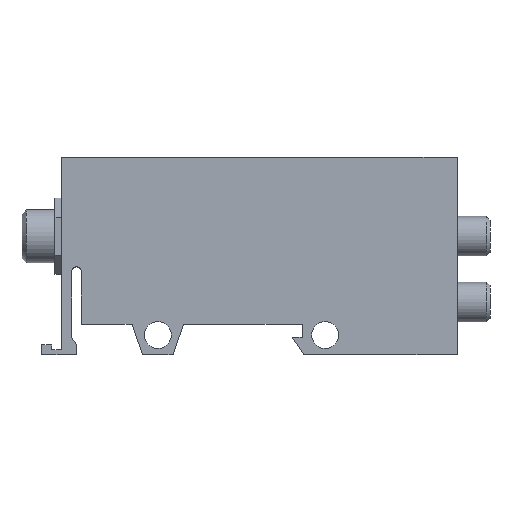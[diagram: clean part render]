
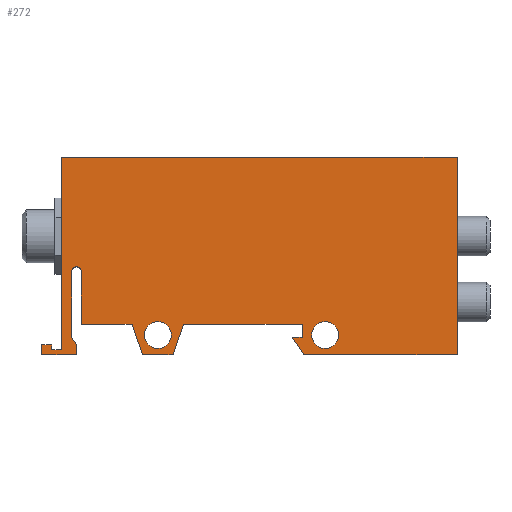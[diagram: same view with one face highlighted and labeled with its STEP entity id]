
A CAD part, top view. The second image highlights one B-rep face of the part: STEP entity #272.
In plain terms, the highlighted planar face has unit normal (0, 0, 1).
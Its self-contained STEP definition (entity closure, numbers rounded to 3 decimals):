
#272=ADVANCED_FACE('',(#551,#552,#553),#554,.T.);
#551=FACE_BOUND('',#826,.T.);
#552=FACE_BOUND('',#827,.T.);
#553=FACE_OUTER_BOUND('',#828,.T.);
#554=PLANE('',#829);
#826=EDGE_LOOP('',(#1521,#1522));
#827=EDGE_LOOP('',(#1523,#1524));
#828=EDGE_LOOP('',(#1525,#1526,#1527,#1528,#1529,#1530,#1531,#1532,#1533,#1534,#1535,#1536,#1537,#1538,#1539,#1540,#1541,#1542,#1543,#1544,#1545,#1546));
#829=AXIS2_PLACEMENT_3D('',#1547,#1548,#1549);
#1521=ORIENTED_EDGE('',*,*,#1587,.T.);
#1522=ORIENTED_EDGE('',*,*,#1774,.T.);
#1523=ORIENTED_EDGE('',*,*,#1582,.T.);
#1524=ORIENTED_EDGE('',*,*,#1777,.T.);
#1525=ORIENTED_EDGE('',*,*,#1779,.F.);
#1526=ORIENTED_EDGE('',*,*,#1864,.F.);
#1527=ORIENTED_EDGE('',*,*,#1860,.F.);
#1528=ORIENTED_EDGE('',*,*,#1856,.F.);
#1529=ORIENTED_EDGE('',*,*,#1852,.F.);
#1530=ORIENTED_EDGE('',*,*,#1848,.F.);
#1531=ORIENTED_EDGE('',*,*,#1844,.F.);
#1532=ORIENTED_EDGE('',*,*,#1840,.F.);
#1533=ORIENTED_EDGE('',*,*,#1836,.F.);
#1534=ORIENTED_EDGE('',*,*,#1832,.F.);
#1535=ORIENTED_EDGE('',*,*,#1828,.F.);
#1536=ORIENTED_EDGE('',*,*,#1824,.F.);
#1537=ORIENTED_EDGE('',*,*,#1820,.F.);
#1538=ORIENTED_EDGE('',*,*,#1816,.F.);
#1539=ORIENTED_EDGE('',*,*,#1812,.F.);
#1540=ORIENTED_EDGE('',*,*,#1808,.F.);
#1541=ORIENTED_EDGE('',*,*,#1804,.F.);
#1542=ORIENTED_EDGE('',*,*,#1800,.F.);
#1543=ORIENTED_EDGE('',*,*,#1796,.F.);
#1544=ORIENTED_EDGE('',*,*,#1792,.F.);
#1545=ORIENTED_EDGE('',*,*,#1788,.F.);
#1546=ORIENTED_EDGE('',*,*,#1784,.F.);
#1547=CARTESIAN_POINT('',(-34.164,13.638,6.5));
#1548=DIRECTION('',(0.0,0.0,1.0));
#1549=DIRECTION('',(1.0,0.0,0.0));
#1582=EDGE_CURVE('',#1872,#1869,#1873,.T.);
#1587=EDGE_CURVE('',#1881,#1878,#1882,.T.);
#1774=EDGE_CURVE('',#1878,#1881,#2152,.T.);
#1777=EDGE_CURVE('',#1869,#1872,#2155,.T.);
#1779=EDGE_CURVE('',#2157,#2158,#2159,.T.);
#1784=EDGE_CURVE('',#2158,#2166,#2167,.T.);
#1788=EDGE_CURVE('',#2166,#2172,#2173,.T.);
#1792=EDGE_CURVE('',#2172,#2178,#2179,.T.);
#1796=EDGE_CURVE('',#2178,#2184,#2185,.T.);
#1800=EDGE_CURVE('',#2184,#2190,#2191,.T.);
#1804=EDGE_CURVE('',#2190,#2196,#2197,.T.);
#1808=EDGE_CURVE('',#2196,#2202,#2203,.T.);
#1812=EDGE_CURVE('',#2202,#2208,#2209,.T.);
#1816=EDGE_CURVE('',#2208,#2214,#2215,.T.);
#1820=EDGE_CURVE('',#2214,#2220,#2221,.T.);
#1824=EDGE_CURVE('',#2220,#2226,#2227,.T.);
#1828=EDGE_CURVE('',#2226,#2232,#2233,.T.);
#1832=EDGE_CURVE('',#2232,#2238,#2239,.T.);
#1836=EDGE_CURVE('',#2238,#2244,#2245,.T.);
#1840=EDGE_CURVE('',#2244,#2250,#2251,.T.);
#1844=EDGE_CURVE('',#2250,#2256,#2257,.T.);
#1848=EDGE_CURVE('',#2256,#2262,#2263,.T.);
#1852=EDGE_CURVE('',#2262,#2268,#2269,.T.);
#1856=EDGE_CURVE('',#2268,#2274,#2275,.T.);
#1860=EDGE_CURVE('',#2274,#2280,#2281,.T.);
#1864=EDGE_CURVE('',#2280,#2157,#2286,.T.);
#1869=VERTEX_POINT('',#2291);
#1872=VERTEX_POINT('',#2295);
#1873=CIRCLE('',#2296,2.05);
#1878=VERTEX_POINT('',#2302);
#1881=VERTEX_POINT('',#2306);
#1882=CIRCLE('',#2307,2.05);
#2152=CIRCLE('',#2674,2.05);
#2155=CIRCLE('',#2677,2.05);
#2157=VERTEX_POINT('',#2679);
#2158=VERTEX_POINT('',#2680);
#2159=LINE('',#2681,#2682);
#2166=VERTEX_POINT('',#2692);
#2167=LINE('',#2693,#2694);
#2172=VERTEX_POINT('',#2701);
#2173=LINE('',#2702,#2703);
#2178=VERTEX_POINT('',#2710);
#2179=CIRCLE('',#2711,0.756);
#2184=VERTEX_POINT('',#2717);
#2185=LINE('',#2718,#2719);
#2190=VERTEX_POINT('',#2726);
#2191=LINE('',#2727,#2728);
#2196=VERTEX_POINT('',#2735);
#2197=LINE('',#2736,#2737);
#2202=VERTEX_POINT('',#2744);
#2203=LINE('',#2745,#2746);
#2208=VERTEX_POINT('',#2753);
#2209=LINE('',#2754,#2755);
#2214=VERTEX_POINT('',#2762);
#2215=LINE('',#2763,#2764);
#2220=VERTEX_POINT('',#2771);
#2221=LINE('',#2772,#2773);
#2226=VERTEX_POINT('',#2780);
#2227=LINE('',#2781,#2782);
#2232=VERTEX_POINT('',#2789);
#2233=LINE('',#2790,#2791);
#2238=VERTEX_POINT('',#2798);
#2239=LINE('',#2799,#2800);
#2244=VERTEX_POINT('',#2807);
#2245=LINE('',#2808,#2809);
#2250=VERTEX_POINT('',#2816);
#2251=LINE('',#2817,#2818);
#2256=VERTEX_POINT('',#2825);
#2257=LINE('',#2826,#2827);
#2262=VERTEX_POINT('',#2834);
#2263=LINE('',#2835,#2836);
#2268=VERTEX_POINT('',#2843);
#2269=LINE('',#2844,#2845);
#2274=VERTEX_POINT('',#2852);
#2275=LINE('',#2853,#2854);
#2280=VERTEX_POINT('',#2861);
#2281=LINE('',#2862,#2863);
#2286=LINE('',#2870,#2871);
#2291=CARTESIAN_POINT('',(-17.95,3.0,6.5));
#2295=CARTESIAN_POINT('',(-22.05,3.0,6.5));
#2296=AXIS2_PLACEMENT_3D('',#2877,#2878,#2879);
#2302=CARTESIAN_POINT('',(-43.35,3.0,6.5));
#2306=CARTESIAN_POINT('',(-47.45,3.0,6.5));
#2307=AXIS2_PLACEMENT_3D('',#2885,#2886,#2887);
#2674=AXIS2_PLACEMENT_3D('',#3081,#3082,#3083);
#2677=AXIS2_PLACEMENT_3D('',#3087,#3088,#3089);
#2679=CARTESIAN_POINT('',(-47.723,0.,6.5));
#2680=CARTESIAN_POINT('',(-49.301,4.635,6.5));
#2681=CARTESIAN_POINT('',(-49.301,4.635,6.5));
#2682=VECTOR('',#3090,1.0);
#2692=CARTESIAN_POINT('',(-56.977,4.635,6.5));
#2693=CARTESIAN_POINT('',(-56.977,4.635,6.5));
#2694=VECTOR('',#3094,1.0);
#2701=CARTESIAN_POINT('',(-56.977,12.591,6.5));
#2702=CARTESIAN_POINT('',(-56.977,4.635,6.5));
#2703=VECTOR('',#3097,1.0);
#2710=CARTESIAN_POINT('',(-58.489,12.591,6.5));
#2711=AXIS2_PLACEMENT_3D('',#3100,#3101,#3102);
#2717=CARTESIAN_POINT('',(-58.489,2.654,6.5));
#2718=CARTESIAN_POINT('',(-58.489,2.654,6.5));
#2719=VECTOR('',#3107,1.0);
#2726=CARTESIAN_POINT('',(-57.733,1.517,6.5));
#2727=CARTESIAN_POINT('',(-58.489,2.654,6.5));
#2728=VECTOR('',#3110,1.0);
#2735=CARTESIAN_POINT('',(-57.733,0.,6.5));
#2736=CARTESIAN_POINT('',(-57.733,1.517,6.5));
#2737=VECTOR('',#3113,1.0);
#2744=CARTESIAN_POINT('',(-63.023,0.,6.5));
#2745=CARTESIAN_POINT('',(-63.023,0.,6.5));
#2746=VECTOR('',#3116,1.0);
#2753=CARTESIAN_POINT('',(-63.023,1.517,6.5));
#2754=CARTESIAN_POINT('',(-63.023,0.,6.5));
#2755=VECTOR('',#3119,1.0);
#2762=CARTESIAN_POINT('',(-61.511,1.517,6.5));
#2763=CARTESIAN_POINT('',(-61.511,1.517,6.5));
#2764=VECTOR('',#3122,1.0);
#2771=CARTESIAN_POINT('',(-61.511,0.758,6.5));
#2772=CARTESIAN_POINT('',(-61.511,0.758,6.5));
#2773=VECTOR('',#3125,1.0);
#2780=CARTESIAN_POINT('',(-60.0,0.758,6.5));
#2781=CARTESIAN_POINT('',(-60.0,0.758,6.5));
#2782=VECTOR('',#3128,1.0);
#2789=CARTESIAN_POINT('',(-60.,30.,6.5));
#2790=CARTESIAN_POINT('',(-60.0,0.758,6.5));
#2791=VECTOR('',#3131,1.0);
#2798=CARTESIAN_POINT('',(0.0,30.,6.5));
#2799=CARTESIAN_POINT('',(0.0,30.,6.5));
#2800=VECTOR('',#3134,1.0);
#2807=CARTESIAN_POINT('',(0.0,0.,6.5));
#2808=CARTESIAN_POINT('',(0.0,0.0,6.5));
#2809=VECTOR('',#3137,1.0);
#2816=CARTESIAN_POINT('',(-23.236,0.,6.5));
#2817=CARTESIAN_POINT('',(-23.236,0.,6.5));
#2818=VECTOR('',#3140,1.0);
#2825=CARTESIAN_POINT('',(-24.999,2.654,6.5));
#2826=CARTESIAN_POINT('',(-24.999,2.654,6.5));
#2827=VECTOR('',#3143,1.0);
#2834=CARTESIAN_POINT('',(-23.487,2.654,6.5));
#2835=CARTESIAN_POINT('',(-23.487,2.654,6.5));
#2836=VECTOR('',#3146,1.0);
#2843=CARTESIAN_POINT('',(-23.487,4.635,6.5));
#2844=CARTESIAN_POINT('',(-23.487,4.635,6.5));
#2845=VECTOR('',#3149,1.0);
#2852=CARTESIAN_POINT('',(-41.499,4.635,6.5));
#2853=CARTESIAN_POINT('',(-41.499,4.635,6.5));
#2854=VECTOR('',#3152,1.0);
#2861=CARTESIAN_POINT('',(-43.077,0.,6.5));
#2862=CARTESIAN_POINT('',(-41.499,4.635,6.5));
#2863=VECTOR('',#3155,1.0);
#2870=CARTESIAN_POINT('',(-47.723,0.,6.5));
#2871=VECTOR('',#3158,1.0);
#2877=CARTESIAN_POINT('',(-20.0,3.0,6.5));
#2878=DIRECTION('',(0.0,0.0,-1.0));
#2879=DIRECTION('',(1.0,0.0,0.0));
#2885=CARTESIAN_POINT('',(-45.4,3.0,6.5));
#2886=DIRECTION('',(0.0,0.0,-1.0));
#2887=DIRECTION('',(1.0,0.0,0.0));
#3081=CARTESIAN_POINT('',(-45.4,3.0,6.5));
#3082=DIRECTION('',(0.0,0.0,-1.0));
#3083=DIRECTION('',(1.0,0.0,0.0));
#3087=CARTESIAN_POINT('',(-20.0,3.0,6.5));
#3088=DIRECTION('',(0.0,0.0,-1.0));
#3089=DIRECTION('',(1.0,0.0,0.0));
#3090=DIRECTION('',(-0.322,0.947,0.0));
#3094=DIRECTION('',(-1.,0.,-0.0));
#3097=DIRECTION('',(0.0,1.0,0.0));
#3100=CARTESIAN_POINT('',(-57.733,12.591,6.5));
#3101=DIRECTION('',(0.0,0.0,1.0));
#3102=DIRECTION('',(1.0,0.0,0.0));
#3107=DIRECTION('',(-0.0,-1.0,-0.0));
#3110=DIRECTION('',(0.553,-0.833,0.0));
#3113=DIRECTION('',(0.0,-1.0,0.0));
#3116=DIRECTION('',(-1.0,0.,0.0));
#3119=DIRECTION('',(0.0,1.0,0.0));
#3122=DIRECTION('',(1.0,0.,0.0));
#3125=DIRECTION('',(0.,-1.0,0.0));
#3128=DIRECTION('',(1.0,0.,0.0));
#3131=DIRECTION('',(0.,1.0,0.0));
#3134=DIRECTION('',(1.0,0.,0.0));
#3137=DIRECTION('',(-0.0,-1.0,-0.0));
#3140=DIRECTION('',(-1.0,0.,-0.0));
#3143=DIRECTION('',(-0.553,0.833,0.0));
#3146=DIRECTION('',(1.,0.,0.0));
#3149=DIRECTION('',(0.,1.,0.0));
#3152=DIRECTION('',(-1.,0.,-0.0));
#3155=DIRECTION('',(-0.322,-0.947,0.0));
#3158=DIRECTION('',(-1.0,0.,-0.0));
